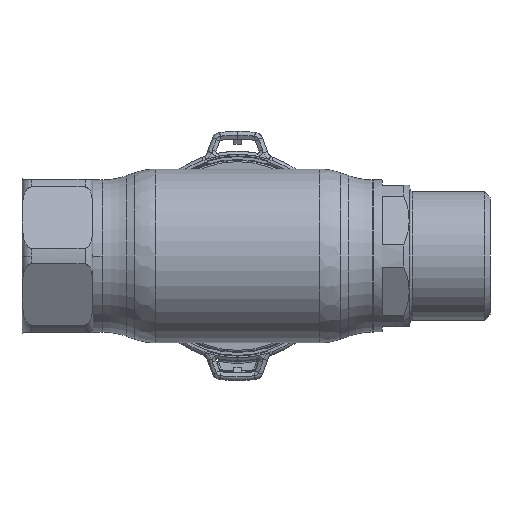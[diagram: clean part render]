
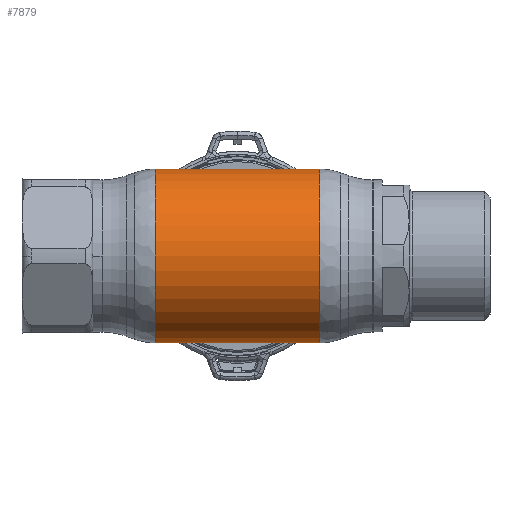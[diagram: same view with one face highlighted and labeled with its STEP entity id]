
A CAD part, front view. The second image highlights one B-rep face of the part: STEP entity #7879.
In plain terms, the highlighted cylindrical face has radius 28.25 mm (diameter 56.5 mm), a partial arc.
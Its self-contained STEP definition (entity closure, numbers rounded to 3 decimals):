
#68 = CARTESIAN_POINT ( 'NONE',  ( -26.673, 0., 28.25 ) ) ;
#130 = DIRECTION ( 'NONE',  ( -1., 0., 0. ) ) ;
#719 = VERTEX_POINT ( 'NONE', #68 ) ;
#1558 = AXIS2_PLACEMENT_3D ( 'NONE', #8176, #19608, #11259 ) ;
#4099 = VERTEX_POINT ( 'NONE', #17744 ) ;
#4548 = EDGE_CURVE ( 'NONE', #17564, #719, #15519, .T. ) ;
#7879 = ADVANCED_FACE ( 'NONE', ( #36549 ), #30675, .T. ) ;
#7989 = CARTESIAN_POINT ( 'NONE',  ( 26.673, 0., 28.25 ) ) ;
#8176 = CARTESIAN_POINT ( 'NONE',  ( -26.673, 0., 0. ) ) ;
#9532 = DIRECTION ( 'NONE',  ( -1., 0., 0. ) ) ;
#9565 = DIRECTION ( 'NONE',  ( -1., 0., 0. ) ) ;
#10999 = ORIENTED_EDGE ( 'NONE', *, *, #4548, .T. ) ;
#11259 = DIRECTION ( 'NONE',  ( 0., 0., 1. ) ) ;
#12031 = AXIS2_PLACEMENT_3D ( 'NONE', #15352, #9532, #18240 ) ;
#14686 = VERTEX_POINT ( 'NONE', #25276 ) ;
#15352 = CARTESIAN_POINT ( 'NONE',  ( -62.69, 0., 0. ) ) ;
#15519 = LINE ( 'NONE', #18210, #21681 ) ;
#16027 = EDGE_LOOP ( 'NONE', ( #18913, #34071, #10999, #34544 ) ) ;
#16290 = CARTESIAN_POINT ( 'NONE',  ( -62.69, 0., -28.25 ) ) ;
#17525 = DIRECTION ( 'NONE',  ( 0., 0., 1. ) ) ;
#17564 = VERTEX_POINT ( 'NONE', #7989 ) ;
#17744 = CARTESIAN_POINT ( 'NONE',  ( -26.673, 0., -28.25 ) ) ;
#18210 = CARTESIAN_POINT ( 'NONE',  ( -62.69, 0., 28.25 ) ) ;
#18240 = DIRECTION ( 'NONE',  ( 0., 0., 1. ) ) ;
#18913 = ORIENTED_EDGE ( 'NONE', *, *, #30305, .F. ) ;
#19518 = CIRCLE ( 'NONE', #1558, 28.25 ) ;
#19608 = DIRECTION ( 'NONE',  ( -1., 0., 0. ) ) ;
#21681 = VECTOR ( 'NONE', #130, 1000. ) ;
#24832 = LINE ( 'NONE', #16290, #25792 ) ;
#24842 = EDGE_CURVE ( 'NONE', #14686, #17564, #25013, .T. ) ;
#25013 = CIRCLE ( 'NONE', #36252, 28.25 ) ;
#25276 = CARTESIAN_POINT ( 'NONE',  ( 26.673, 0., -28.25 ) ) ;
#25792 = VECTOR ( 'NONE', #37304, 1000. ) ;
#28600 = EDGE_CURVE ( 'NONE', #4099, #719, #19518, .T. ) ;
#30305 = EDGE_CURVE ( 'NONE', #14686, #4099, #24832, .T. ) ;
#30675 = CYLINDRICAL_SURFACE ( 'NONE', #12031, 28.25 ) ;
#33249 = CARTESIAN_POINT ( 'NONE',  ( 26.673, 0., 0. ) ) ;
#34071 = ORIENTED_EDGE ( 'NONE', *, *, #24842, .T. ) ;
#34544 = ORIENTED_EDGE ( 'NONE', *, *, #28600, .F. ) ;
#36252 = AXIS2_PLACEMENT_3D ( 'NONE', #33249, #9565, #17525 ) ;
#36549 = FACE_OUTER_BOUND ( 'NONE', #16027, .T. ) ;
#37304 = DIRECTION ( 'NONE',  ( -1., 0., 0. ) ) ;
